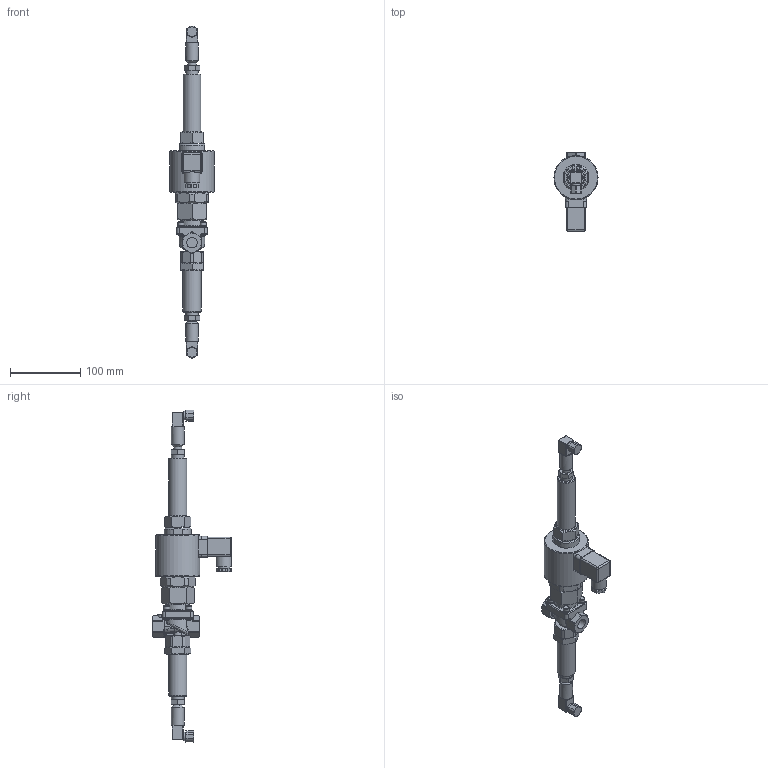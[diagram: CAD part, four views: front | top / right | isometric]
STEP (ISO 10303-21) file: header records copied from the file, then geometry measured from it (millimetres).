
FILE_DESCRIPTION(/* description */ ('3D-Modell'),/* implementation_level */ '2;1');
FILE_NAME(/* name */ '035.001684_A3523-0804-.322-F-X2.stp',/* time_stamp */ '2021-11-08T09:32:34+01:00',/* author */ ('CBeuthner'),/* organization */ (''),/* preprocessor_version */ 'ST-DEVELOPER v16.1',/* originating_system */ 'Autodesk Inventor 2016',/* authorisation */ '');
FILE_SCHEMA (('CONFIG_CONTROL_DESIGN'));
Length unit declared in the file: millimetre
Products named in the file (1): 88-005357
Bounding box: 63 x 112.7 x 473.67 mm (x, y, z)
Volume: 516116.7 mm3; surface area: 73549.2 mm2
Topology: 2 solids, 2 shells, 634 faces, 1560 edges, 938 vertices
Faces by surface type: plane 242, cylinder 194, cone 104, torus 50, bspline 22, sphere 22
Full cylindrical faces by diameter (mm): 5 x6, 7 x2, 8.5 x4, 12 x4, 14.95 x2, 17 x1, 18 x4, 22 x1, 25.6 x1, 25.8 x1, 34 x1, 63 x1
Entity records: 19667 total; most frequent: CARTESIAN_POINT 5708, DIRECTION 2927, ORIENTED_EDGE 2926, EDGE_CURVE 1463, AXIS2_PLACEMENT_3D 1186, VERTEX_POINT 911, EDGE_LOOP 720, FACE_OUTER_BOUND 634
